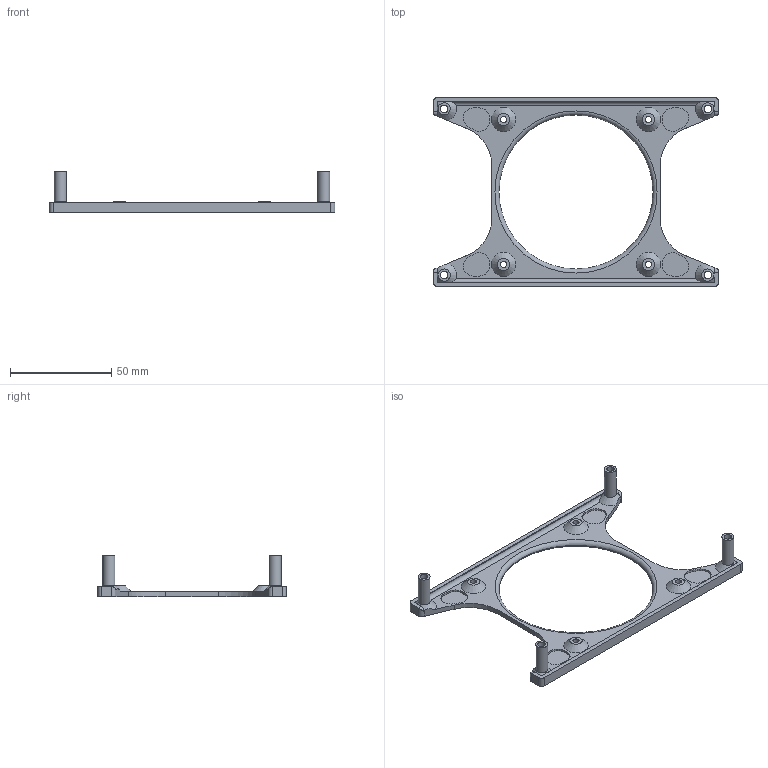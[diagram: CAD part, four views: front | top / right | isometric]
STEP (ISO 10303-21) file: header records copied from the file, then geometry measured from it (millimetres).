
FILE_DESCRIPTION(/* description */ ('STEP AP242','CAx-IF Rec.Pracs.---Representation and Presentation of Product Manufacturing Information (PMI)---4.0---2014-10-13','CAx-IF Rec.Pracs.---3D Tessellated Geometry---0.4---2014-09-14','2;1'),/* implementation_level */ '2;1');
FILE_NAME(/* name */ '662f938868629c6a2be34886',/* time_stamp */ '2024-04-29T12:33:13Z',/* author */ (''),/* organization */ (''),/* preprocessor_version */ 'ST-DEVELOPER v20',/* originating_system */ ' ',/* authorisation */ ' ');
FILE_SCHEMA (('AP242_MANAGED_MODEL_BASED_3D_ENGINEERING_MIM_LF { 1 0 10303 442 1 1 4 }'));
Length unit declared in the file: metre
Products named in the file (1): 3Dwork_QIDI_Q1Pro_MainboardFan
Bounding box: 141 x 93 x 20.5 mm (x, y, z)
Volume: 15540.5 mm3; surface area: 15391.1 mm2
Topology: 1 solids, 1 shells, 106 faces, 269 edges, 173 vertices
Faces by surface type: cylinder 51, plane 46, cone 8, torus 1
Full cylindrical faces by diameter (mm): 3 x4, 3.7 x4, 6 x4, 76 x1
Entity records: 3206 total; most frequent: CARTESIAN_POINT 643, DIRECTION 542, ORIENTED_EDGE 490, EDGE_CURVE 245, AXIS2_PLACEMENT_3D 218, VERTEX_POINT 171, EDGE_LOOP 154, FACE_BOUND 154
